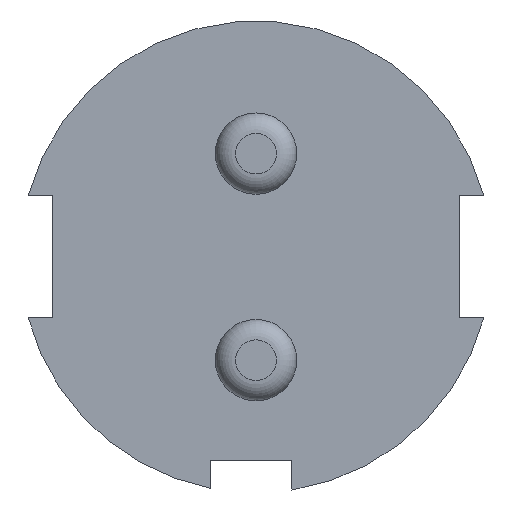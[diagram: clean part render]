
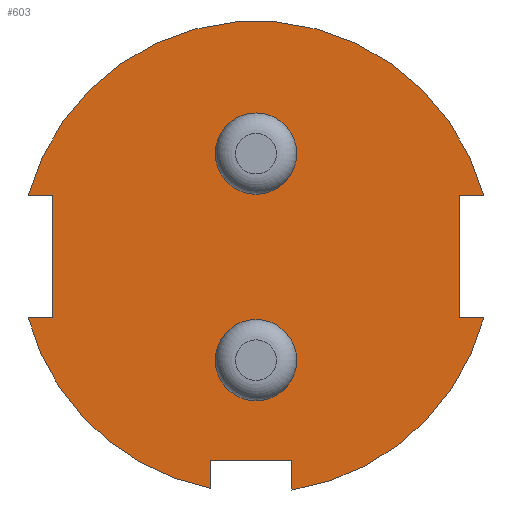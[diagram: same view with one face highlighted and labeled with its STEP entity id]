
A CAD part, front view. The second image highlights one B-rep face of the part: STEP entity #603.
In plain terms, the highlighted planar face has unit normal (0, -1, 0).
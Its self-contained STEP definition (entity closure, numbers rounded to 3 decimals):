
#8 = EDGE_CURVE ( 'NONE', #451, #451, #32, .T. ) ;
#17 = EDGE_CURVE ( 'NONE', #670, #720, #84, .T. ) ;
#20 = EDGE_CURVE ( 'NONE', #720, #714, #118, .T. ) ;
#21 = EDGE_CURVE ( 'NONE', #714, #697, #142, .T. ) ;
#22 = EDGE_CURVE ( 'NONE', #672, #651, #128, .T. ) ;
#32 = CIRCLE ( 'NONE', #548, 0.5 ) ;
#41 = VECTOR ( 'NONE', #191, 1000. ) ;
#62 = ORIENTED_EDGE ( 'NONE', *, *, #22, .T. ) ;
#84 = LINE ( 'NONE', #226, #41 ) ;
#106 = ORIENTED_EDGE ( 'NONE', *, *, #158, .F. ) ;
#113 = VECTOR ( 'NONE', #218, 1000. ) ;
#118 = LINE ( 'NONE', #202, #127 ) ;
#127 = VECTOR ( 'NONE', #231, 1000. ) ;
#128 = CIRCLE ( 'NONE', #541, 2.9 ) ;
#142 = LINE ( 'NONE', #214, #113 ) ;
#152 = ORIENTED_EDGE ( 'NONE', *, *, #8, .F. ) ;
#158 = EDGE_CURVE ( 'NONE', #448, #448, #427, .T. ) ;
#161 = CARTESIAN_POINT ( 'NONE',  ( 0., 0., -1.27 ) ) ;
#162 = DIRECTION ( 'NONE',  ( 0., 0., 1. ) ) ;
#167 = DIRECTION ( 'NONE',  ( 0., -1., 0. ) ) ;
#169 = DIRECTION ( 'NONE',  ( 0., 0., 1. ) ) ;
#182 = DIRECTION ( 'NONE',  ( 0., -1., 0. ) ) ;
#187 = CARTESIAN_POINT ( 'NONE',  ( 0., 0., 0. ) ) ;
#190 = CARTESIAN_POINT ( 'NONE',  ( 0., 0., 1.27 ) ) ;
#191 = DIRECTION ( 'NONE',  ( 0., 0., 1. ) ) ;
#193 = DIRECTION ( 'NONE',  ( 0., -1., 0. ) ) ;
#202 = CARTESIAN_POINT ( 'NONE',  ( -0.56, 0., -2.5 ) ) ;
#204 = DIRECTION ( 'NONE',  ( 1., 0., 0. ) ) ;
#210 = DIRECTION ( 'NONE',  ( 0., 0., 1. ) ) ;
#214 = CARTESIAN_POINT ( 'NONE',  ( 0.44, 0., -2.5 ) ) ;
#218 = DIRECTION ( 'NONE',  ( 0., 0., -1. ) ) ;
#220 = CARTESIAN_POINT ( 'NONE',  ( -3.145, 0., -0.75 ) ) ;
#221 = DIRECTION ( 'NONE',  ( -1., 0., 0. ) ) ;
#226 = CARTESIAN_POINT ( 'NONE',  ( -0.56, 0., -2.5 ) ) ;
#231 = DIRECTION ( 'NONE',  ( 1., 0., 0. ) ) ;
#235 = DIRECTION ( 'NONE',  ( 0., -1., 0. ) ) ;
#236 = DIRECTION ( 'NONE',  ( 0., 0., 1. ) ) ;
#251 = DIRECTION ( 'NONE',  ( 1., 0., 0. ) ) ;
#252 = CARTESIAN_POINT ( 'NONE',  ( -2.5, 0., 0.75 ) ) ;
#262 = DIRECTION ( 'NONE',  ( 0., 0., -1. ) ) ;
#263 = CARTESIAN_POINT ( 'NONE',  ( 3.447, 0., -0.75 ) ) ;
#269 = CARTESIAN_POINT ( 'NONE',  ( -0.56, 0., -2.5 ) ) ;
#270 = DIRECTION ( 'NONE',  ( 1., 0., 0. ) ) ;
#289 = CARTESIAN_POINT ( 'NONE',  ( 0., 0., 0. ) ) ;
#290 = CARTESIAN_POINT ( 'NONE',  ( 0., 0., 0. ) ) ;
#291 = CARTESIAN_POINT ( 'NONE',  ( -3.145, 0., 0.75 ) ) ;
#292 = DIRECTION ( 'NONE',  ( 1., 0., 0. ) ) ;
#293 = CARTESIAN_POINT ( 'NONE',  ( 2.5, 0., 0.75 ) ) ;
#294 = DIRECTION ( 'NONE',  ( -1., 0., 0. ) ) ;
#296 = CARTESIAN_POINT ( 'NONE',  ( 0.44, 0., -2.866 ) ) ;
#302 = PLANE ( 'NONE',  #560 ) ;
#303 = CARTESIAN_POINT ( 'NONE',  ( -2.5, 0., 0.75 ) ) ;
#304 = DIRECTION ( 'NONE',  ( 0., -1., 0. ) ) ;
#306 = CARTESIAN_POINT ( 'NONE',  ( 3.447, 0., 0.75 ) ) ;
#324 = CARTESIAN_POINT ( 'NONE',  ( 0., 0., 0. ) ) ;
#358 = DIRECTION ( 'NONE',  ( 0., 1., 0. ) ) ;
#368 = CARTESIAN_POINT ( 'NONE',  ( 2.801, 0., -0.75 ) ) ;
#370 = CARTESIAN_POINT ( 'NONE',  ( -2.5, 0., -0.75 ) ) ;
#371 = CARTESIAN_POINT ( 'NONE',  ( -0.56, 0., -2.845 ) ) ;
#372 = CARTESIAN_POINT ( 'NONE',  ( 2.801, 0., 0.75 ) ) ;
#375 = CARTESIAN_POINT ( 'NONE',  ( 2.5, 0., 0.75 ) ) ;
#376 = CARTESIAN_POINT ( 'NONE',  ( -2.801, 0., 0.75 ) ) ;
#378 = CARTESIAN_POINT ( 'NONE',  ( -2.801, 0., -0.75 ) ) ;
#382 = DIRECTION ( 'NONE',  ( 1., 0., 0. ) ) ;
#386 = CARTESIAN_POINT ( 'NONE',  ( 0.44, 0., -2.5 ) ) ;
#387 = CARTESIAN_POINT ( 'NONE',  ( 2.5, 0., -0.75 ) ) ;
#389 = CARTESIAN_POINT ( 'NONE',  ( 0., 0., 1.77 ) ) ;
#393 = CARTESIAN_POINT ( 'NONE',  ( 0., 0., -0.77 ) ) ;
#422 = LINE ( 'NONE', #293, #489 ) ;
#424 = FACE_BOUND ( 'NONE', #666, .T. ) ;
#427 = CIRCLE ( 'NONE', #543, 0.5 ) ;
#428 = VECTOR ( 'NONE', #221, 1000. ) ;
#429 = LINE ( 'NONE', #220, #428 ) ;
#432 = LINE ( 'NONE', #263, #496 ) ;
#433 = CIRCLE ( 'NONE', #569, 2.9 ) ;
#441 = FACE_BOUND ( 'NONE', #664, .T. ) ;
#447 = VECTOR ( 'NONE', #262, 1000. ) ;
#448 = VERTEX_POINT ( 'NONE', #393 ) ;
#451 = VERTEX_POINT ( 'NONE', #389 ) ;
#459 = LINE ( 'NONE', #252, #447 ) ;
#471 = LINE ( 'NONE', #291, #479 ) ;
#479 = VECTOR ( 'NONE', #292, 1000. ) ;
#482 = LINE ( 'NONE', #306, #500 ) ;
#489 = VECTOR ( 'NONE', #236, 1000. ) ;
#496 = VECTOR ( 'NONE', #294, 1000. ) ;
#497 = FACE_OUTER_BOUND ( 'NONE', #695, .T. ) ;
#500 = VECTOR ( 'NONE', #382, 1000. ) ;
#508 = CIRCLE ( 'NONE', #571, 2.9 ) ;
#541 = AXIS2_PLACEMENT_3D ( 'NONE', #187, #235, #270 ) ;
#543 = AXIS2_PLACEMENT_3D ( 'NONE', #161, #182, #169 ) ;
#548 = AXIS2_PLACEMENT_3D ( 'NONE', #190, #193, #162 ) ;
#560 = AXIS2_PLACEMENT_3D ( 'NONE', #324, #358, #210 ) ;
#569 = AXIS2_PLACEMENT_3D ( 'NONE', #290, #167, #204 ) ;
#571 = AXIS2_PLACEMENT_3D ( 'NONE', #289, #304, #251 ) ;
#603 = ADVANCED_FACE ( 'NONE', ( #497, #441, #424 ), #302, .F. ) ;
#625 = EDGE_CURVE ( 'NONE', #639, #670, #508, .T. ) ;
#627 = EDGE_CURVE ( 'NONE', #662, #682, #459, .T. ) ;
#628 = EDGE_CURVE ( 'NONE', #678, #710, #432, .T. ) ;
#629 = EDGE_CURVE ( 'NONE', #710, #649, #422, .T. ) ;
#631 = EDGE_CURVE ( 'NONE', #697, #678, #433, .T. ) ;
#632 = EDGE_CURVE ( 'NONE', #651, #662, #471, .T. ) ;
#633 = EDGE_CURVE ( 'NONE', #682, #639, #429, .T. ) ;
#635 = EDGE_CURVE ( 'NONE', #649, #672, #482, .T. ) ;
#636 = ORIENTED_EDGE ( 'NONE', *, *, #17, .T. ) ;
#637 = ORIENTED_EDGE ( 'NONE', *, *, #629, .T. ) ;
#639 = VERTEX_POINT ( 'NONE', #378 ) ;
#646 = ORIENTED_EDGE ( 'NONE', *, *, #21, .T. ) ;
#649 = VERTEX_POINT ( 'NONE', #375 ) ;
#651 = VERTEX_POINT ( 'NONE', #376 ) ;
#656 = ORIENTED_EDGE ( 'NONE', *, *, #631, .T. ) ;
#659 = ORIENTED_EDGE ( 'NONE', *, *, #20, .T. ) ;
#660 = ORIENTED_EDGE ( 'NONE', *, *, #625, .T. ) ;
#662 = VERTEX_POINT ( 'NONE', #303 ) ;
#664 = EDGE_LOOP ( 'NONE', ( #106 ) ) ;
#666 = EDGE_LOOP ( 'NONE', ( #152 ) ) ;
#670 = VERTEX_POINT ( 'NONE', #371 ) ;
#672 = VERTEX_POINT ( 'NONE', #372 ) ;
#674 = ORIENTED_EDGE ( 'NONE', *, *, #633, .T. ) ;
#678 = VERTEX_POINT ( 'NONE', #368 ) ;
#682 = VERTEX_POINT ( 'NONE', #370 ) ;
#685 = ORIENTED_EDGE ( 'NONE', *, *, #632, .T. ) ;
#686 = ORIENTED_EDGE ( 'NONE', *, *, #628, .T. ) ;
#695 = EDGE_LOOP ( 'NONE', ( #660, #636, #659, #646, #656, #686, #637, #698, #62, #685, #719, #674 ) ) ;
#697 = VERTEX_POINT ( 'NONE', #296 ) ;
#698 = ORIENTED_EDGE ( 'NONE', *, *, #635, .T. ) ;
#710 = VERTEX_POINT ( 'NONE', #387 ) ;
#714 = VERTEX_POINT ( 'NONE', #386 ) ;
#719 = ORIENTED_EDGE ( 'NONE', *, *, #627, .T. ) ;
#720 = VERTEX_POINT ( 'NONE', #269 ) ;
